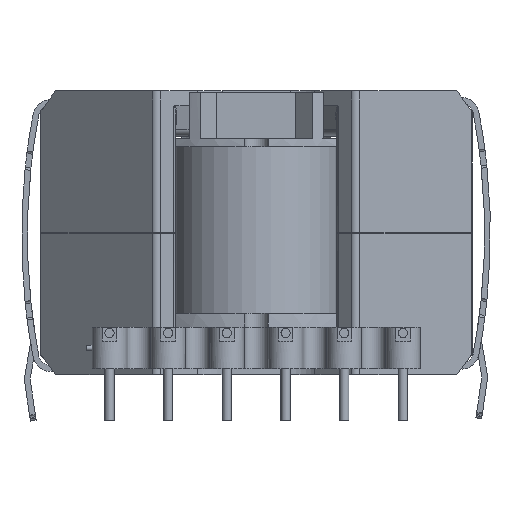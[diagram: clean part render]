
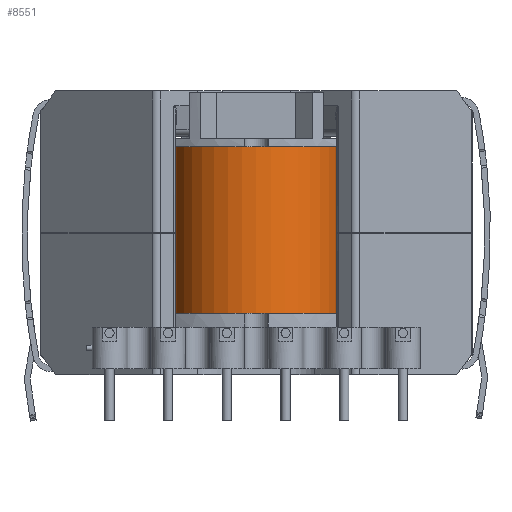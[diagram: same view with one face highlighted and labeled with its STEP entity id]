
A CAD part, front view. The second image highlights one B-rep face of the part: STEP entity #8551.
In plain terms, the highlighted cylindrical face has radius 7.25 mm (diameter 14.5 mm), a full revolution.
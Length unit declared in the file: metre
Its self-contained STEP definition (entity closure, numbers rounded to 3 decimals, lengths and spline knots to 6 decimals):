
#406=CIRCLE('',#9033,0.00725);
#409=CIRCLE('',#9037,0.00725);
#770=CYLINDRICAL_SURFACE('',#9472,0.00725);
#3111=ORIENTED_EDGE('',*,*,#3816,.F.);
#3112=ORIENTED_EDGE('',*,*,#3823,.F.);
#3816=EDGE_CURVE('',#4833,#4833,#406,.F.);
#3823=EDGE_CURVE('',#4838,#4838,#409,.T.);
#4833=VERTEX_POINT('',#18539);
#4838=VERTEX_POINT('',#18552);
#7230=EDGE_LOOP('',(#3111));
#7231=EDGE_LOOP('',(#3112));
#7793=FACE_BOUND('',#7230,.T.);
#7794=FACE_BOUND('',#7231,.T.);
#8551=ADVANCED_FACE('',(#7793,#7794),#770,.T.);
#9033=AXIS2_PLACEMENT_3D('',#18538,#10590,#10591);
#9037=AXIS2_PLACEMENT_3D('',#18551,#10602,#10603);
#9472=AXIS2_PLACEMENT_3D('',#19805,#11879,#11880);
#10590=DIRECTION('',(0.,0.,1.));
#10591=DIRECTION('',(1.,0.,0.));
#10602=DIRECTION('',(0.,0.,1.));
#10603=DIRECTION('',(1.,0.,0.));
#11879=DIRECTION('',(0.,0.,-1.));
#11880=DIRECTION('',(-1.,0.,0.));
#18538=CARTESIAN_POINT('',(0.,0.,0.00532));
#18539=CARTESIAN_POINT('',(0.00725,0.,0.00532));
#18551=CARTESIAN_POINT('',(0.,0.,0.01972));
#18552=CARTESIAN_POINT('',(0.00725,0.,0.01972));
#19805=CARTESIAN_POINT('',(0.,0.,0.01972));
